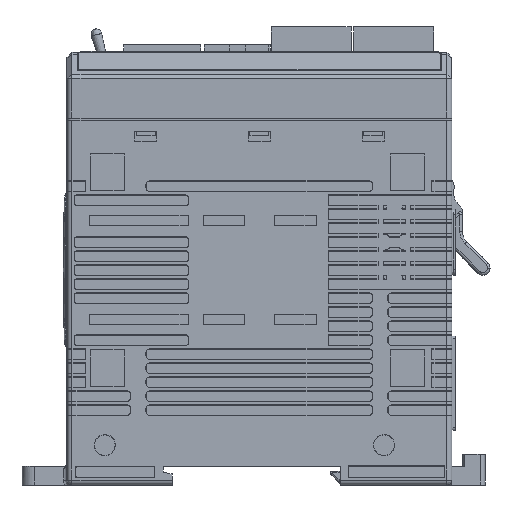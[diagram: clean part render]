
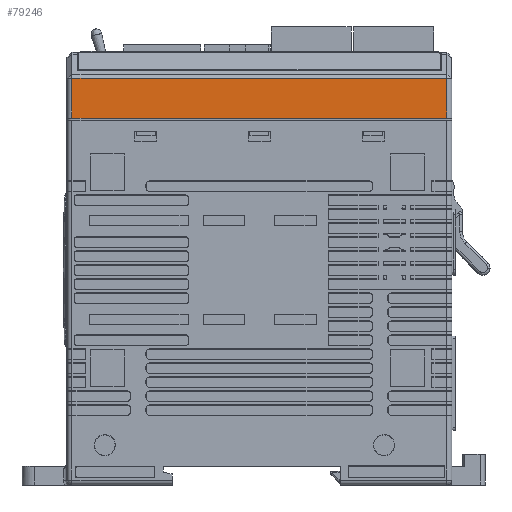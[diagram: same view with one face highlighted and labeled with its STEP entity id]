
A CAD part, left-side view. The second image highlights one B-rep face of the part: STEP entity #79246.
In plain terms, the highlighted planar face has unit normal (-1, 0, 0).
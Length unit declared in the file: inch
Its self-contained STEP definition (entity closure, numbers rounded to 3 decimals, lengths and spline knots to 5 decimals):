
#169 = DIRECTION ( 'NONE',  ( 0., -1., 0. ) ) ;
#1415 = EDGE_LOOP ( 'NONE', ( #128626, #19292, #90126, #34542 ) ) ;
#2780 = DIRECTION ( 'NONE',  ( 0., 0., 1. ) ) ;
#12159 = VECTOR ( 'NONE', #36155, 39.37008 ) ;
#19292 = ORIENTED_EDGE ( 'NONE', *, *, #24202, .T. ) ;
#21029 = VERTEX_POINT ( 'NONE', #95913 ) ;
#21641 = LINE ( 'NONE', #112894, #106533 ) ;
#24202 = EDGE_CURVE ( 'NONE', #21029, #87406, #122178, .T. ) ;
#30085 = CARTESIAN_POINT ( 'NONE',  ( -1.14711, 1.5549, 3.05734 ) ) ;
#30277 = CARTESIAN_POINT ( 'NONE',  ( -1.14711, -0.14784, 3.05734 ) ) ;
#34542 = ORIENTED_EDGE ( 'NONE', *, *, #104594, .T. ) ;
#36155 = DIRECTION ( 'NONE',  ( 0., 0., -1. ) ) ;
#38108 = VECTOR ( 'NONE', #169, 39.37008 ) ;
#39130 = DIRECTION ( 'NONE',  ( 0., 0., 1. ) ) ;
#46902 = LINE ( 'NONE', #90440, #12159 ) ;
#53097 = FACE_OUTER_BOUND ( 'NONE', #1415, .T. ) ;
#59965 = VERTEX_POINT ( 'NONE', #100463 ) ;
#70546 = CARTESIAN_POINT ( 'NONE',  ( -1.14711, 1.5549, 2.74295 ) ) ;
#79006 = VERTEX_POINT ( 'NONE', #70546 ) ;
#79246 = ADVANCED_FACE ( 'NONE', ( #53097 ), #93999, .T. ) ;
#87406 = VERTEX_POINT ( 'NONE', #30085 ) ;
#89656 = EDGE_CURVE ( 'NONE', #87406, #79006, #46902, .T. ) ;
#90126 = ORIENTED_EDGE ( 'NONE', *, *, #89656, .T. ) ;
#90440 = CARTESIAN_POINT ( 'NONE',  ( -1.14711, 1.5549, -1.04757 ) ) ;
#91207 = VECTOR ( 'NONE', #102731, 39.37008 ) ;
#93366 = LINE ( 'NONE', #113507, #38108 ) ;
#93999 = PLANE ( 'NONE',  #132796 ) ;
#95913 = CARTESIAN_POINT ( 'NONE',  ( -1.14711, -1.39786, 3.05734 ) ) ;
#100463 = CARTESIAN_POINT ( 'NONE',  ( -1.14711, -1.39786, 2.74295 ) ) ;
#101782 = EDGE_CURVE ( 'NONE', #59965, #21029, #21641, .T. ) ;
#102731 = DIRECTION ( 'NONE',  ( 0., 1., 0. ) ) ;
#104594 = EDGE_CURVE ( 'NONE', #79006, #59965, #93366, .T. ) ;
#106533 = VECTOR ( 'NONE', #39130, 39.37008 ) ;
#112894 = CARTESIAN_POINT ( 'NONE',  ( -1.14711, -1.39786, -1.04757 ) ) ;
#113507 = CARTESIAN_POINT ( 'NONE',  ( -1.14711, -0.14784, 2.74295 ) ) ;
#114807 = DIRECTION ( 'NONE',  ( -1., 0., 0. ) ) ;
#122178 = LINE ( 'NONE', #30277, #91207 ) ;
#124835 = CARTESIAN_POINT ( 'NONE',  ( -1.14711, -0.14784, -1.04757 ) ) ;
#128626 = ORIENTED_EDGE ( 'NONE', *, *, #101782, .T. ) ;
#132796 = AXIS2_PLACEMENT_3D ( 'NONE', #124835, #114807, #2780 ) ;
